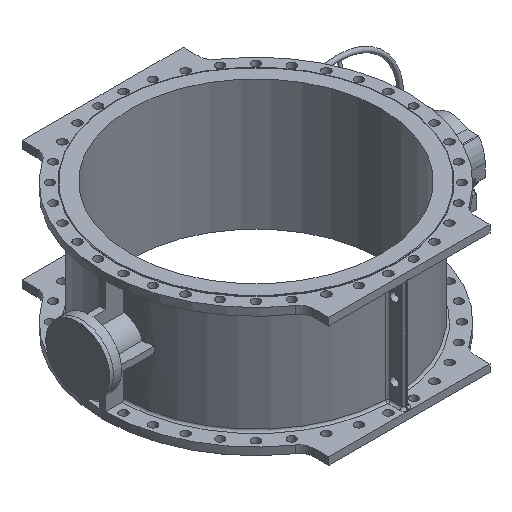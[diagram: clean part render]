
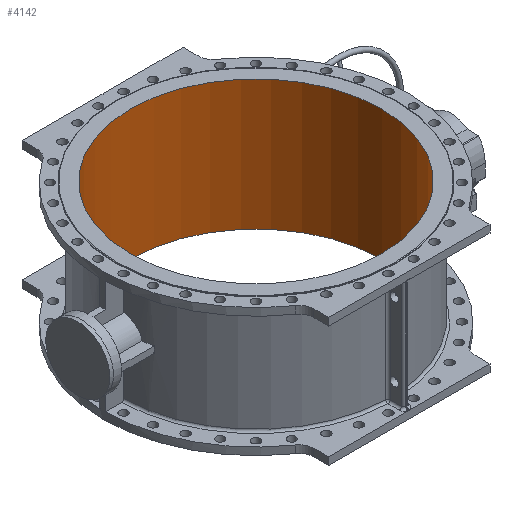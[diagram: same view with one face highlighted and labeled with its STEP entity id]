
A CAD part, isometric view. The second image highlights one B-rep face of the part: STEP entity #4142.
In plain terms, the highlighted cylindrical face has radius 685.5 mm (diameter 1371 mm), a full revolution.
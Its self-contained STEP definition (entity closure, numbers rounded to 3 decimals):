
#4142 = ADVANCED_FACE ( 'NONE', ( #7829, #7834 ), #7836, .F. ) ;
#7829 = FACE_OUTER_BOUND ( 'NONE', #14907, .T. ) ;
#7834 = FACE_OUTER_BOUND ( 'NONE', #14906, .T. ) ;
#7836 = CYLINDRICAL_SURFACE ( 'NONE', #19972, 685.5 ) ;
#8388 = CIRCLE ( 'NONE', #11909, 685.5 ) ;
#8389 = CIRCLE ( 'NONE', #11910, 685.5 ) ;
#8647 = VERTEX_POINT ( 'NONE', #11809 ) ;
#8648 = VERTEX_POINT ( 'NONE', #11810 ) ;
#8697 = DIRECTION ( 'NONE',  ( 1., 0., 0. ) ) ;
#8698 = CARTESIAN_POINT ( 'NONE',  ( 0., 0., 65. ) ) ;
#8699 = DIRECTION ( 'NONE',  ( 0., 0., 1. ) ) ;
#11421 = CARTESIAN_POINT ( 'NONE',  ( 0., 0., 355. ) ) ;
#11422 = DIRECTION ( 'NONE',  ( 0., 0., 1. ) ) ;
#11423 = DIRECTION ( 'NONE',  ( 1., 0., 0. ) ) ;
#11424 = CARTESIAN_POINT ( 'NONE',  ( 0., 0., -355. ) ) ;
#11425 = DIRECTION ( 'NONE',  ( 0., 0., -1. ) ) ;
#11426 = DIRECTION ( 'NONE',  ( 1., 0., 0. ) ) ;
#11809 = CARTESIAN_POINT ( 'NONE',  ( 685.5, 0., 355. ) ) ;
#11810 = CARTESIAN_POINT ( 'NONE',  ( 685.5, 0., -355. ) ) ;
#11909 = AXIS2_PLACEMENT_3D ( 'NONE', #11421, #11422, #11423 ) ;
#11910 = AXIS2_PLACEMENT_3D ( 'NONE', #11424, #11425, #11426 ) ;
#14571 = ORIENTED_EDGE ( 'NONE', *, *, #18325, .T. ) ;
#14630 = ORIENTED_EDGE ( 'NONE', *, *, #18324, .T. ) ;
#14906 = EDGE_LOOP ( 'NONE', ( #14571 ) ) ;
#14907 = EDGE_LOOP ( 'NONE', ( #14630 ) ) ;
#18324 = EDGE_CURVE ( 'NONE', #8647, #8647, #8388, .T. ) ;
#18325 = EDGE_CURVE ( 'NONE', #8648, #8648, #8389, .T. ) ;
#19972 = AXIS2_PLACEMENT_3D ( 'NONE', #8698, #8699, #8697 ) ;
